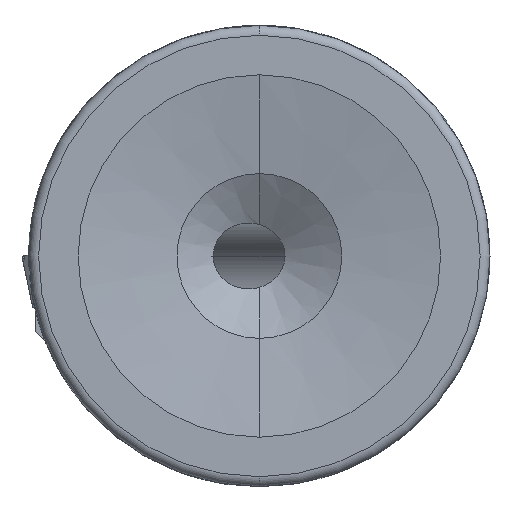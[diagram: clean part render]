
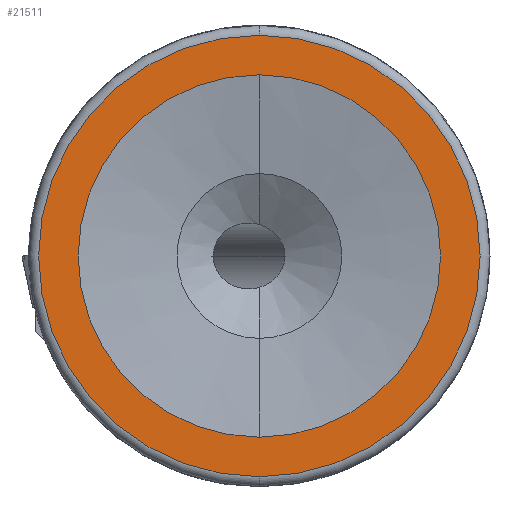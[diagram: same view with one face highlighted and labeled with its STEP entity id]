
A CAD part, left-side view. The second image highlights one B-rep face of the part: STEP entity #21511.
In plain terms, the highlighted planar face has unit normal (-1, 0, 0).
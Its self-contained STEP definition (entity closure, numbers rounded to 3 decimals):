
#696 = VERTEX_POINT ( 'NONE', #6895 ) ;
#941 = DIRECTION ( 'NONE',  ( 0., 0., 1. ) ) ;
#1141 = CIRCLE ( 'NONE', #22294, 5.5 ) ;
#1570 = AXIS2_PLACEMENT_3D ( 'NONE', #17976, #2907, #941 ) ;
#2907 = DIRECTION ( 'NONE',  ( -1., 0., 0. ) ) ;
#3984 = CARTESIAN_POINT ( 'NONE',  ( -27.5, 0., -5.5 ) ) ;
#4001 = ORIENTED_EDGE ( 'NONE', *, *, #20874, .T. ) ;
#4317 = CARTESIAN_POINT ( 'NONE',  ( -27.5, 0., 0. ) ) ;
#4347 = DIRECTION ( 'NONE',  ( -1., 0., 0. ) ) ;
#4382 = AXIS2_PLACEMENT_3D ( 'NONE', #4317, #15827, #9953 ) ;
#4898 = FACE_OUTER_BOUND ( 'NONE', #14756, .T. ) ;
#5989 = CIRCLE ( 'NONE', #11066, 6.7 ) ;
#6188 = DIRECTION ( 'NONE',  ( 0., 0., 1. ) ) ;
#6409 = PLANE ( 'NONE',  #13334 ) ;
#6895 = CARTESIAN_POINT ( 'NONE',  ( -27.5, 0., 6.7 ) ) ;
#8549 = EDGE_LOOP ( 'NONE', ( #17243, #23500 ) ) ;
#9953 = DIRECTION ( 'NONE',  ( 0., 0., 1. ) ) ;
#10143 = CARTESIAN_POINT ( 'NONE',  ( -27.5, 0., 0. ) ) ;
#10305 = DIRECTION ( 'NONE',  ( 1., 0., 0. ) ) ;
#11066 = AXIS2_PLACEMENT_3D ( 'NONE', #15741, #4347, #6188 ) ;
#12527 = CIRCLE ( 'NONE', #1570, 6.7 ) ;
#12672 = VERTEX_POINT ( 'NONE', #3984 ) ;
#13241 = EDGE_CURVE ( 'NONE', #21682, #12672, #14958, .T. ) ;
#13334 = AXIS2_PLACEMENT_3D ( 'NONE', #17893, #10305, #23407 ) ;
#13991 = EDGE_CURVE ( 'NONE', #696, #17012, #5989, .T. ) ;
#14181 = DIRECTION ( 'NONE',  ( -1., 0., 0. ) ) ;
#14756 = EDGE_LOOP ( 'NONE', ( #15348, #4001 ) ) ;
#14958 = CIRCLE ( 'NONE', #4382, 5.5 ) ;
#15348 = ORIENTED_EDGE ( 'NONE', *, *, #13991, .T. ) ;
#15741 = CARTESIAN_POINT ( 'NONE',  ( -27.5, 0., 0. ) ) ;
#15827 = DIRECTION ( 'NONE',  ( -1., 0., 0. ) ) ;
#17012 = VERTEX_POINT ( 'NONE', #23106 ) ;
#17243 = ORIENTED_EDGE ( 'NONE', *, *, #13241, .F. ) ;
#17747 = DIRECTION ( 'NONE',  ( 0., 0., 1. ) ) ;
#17893 = CARTESIAN_POINT ( 'NONE',  ( -27.5, 5.5, 0. ) ) ;
#17976 = CARTESIAN_POINT ( 'NONE',  ( -27.5, 0., 0. ) ) ;
#19742 = FACE_BOUND ( 'NONE', #8549, .T. ) ;
#20762 = EDGE_CURVE ( 'NONE', #12672, #21682, #1141, .T. ) ;
#20874 = EDGE_CURVE ( 'NONE', #17012, #696, #12527, .T. ) ;
#21511 = ADVANCED_FACE ( 'NONE', ( #19742, #4898 ), #6409, .F. ) ;
#21682 = VERTEX_POINT ( 'NONE', #21934 ) ;
#21934 = CARTESIAN_POINT ( 'NONE',  ( -27.5, 0., 5.5 ) ) ;
#22294 = AXIS2_PLACEMENT_3D ( 'NONE', #10143, #14181, #17747 ) ;
#23106 = CARTESIAN_POINT ( 'NONE',  ( -27.5, 0., -6.7 ) ) ;
#23407 = DIRECTION ( 'NONE',  ( 0., 0., -1. ) ) ;
#23500 = ORIENTED_EDGE ( 'NONE', *, *, #20762, .F. ) ;
